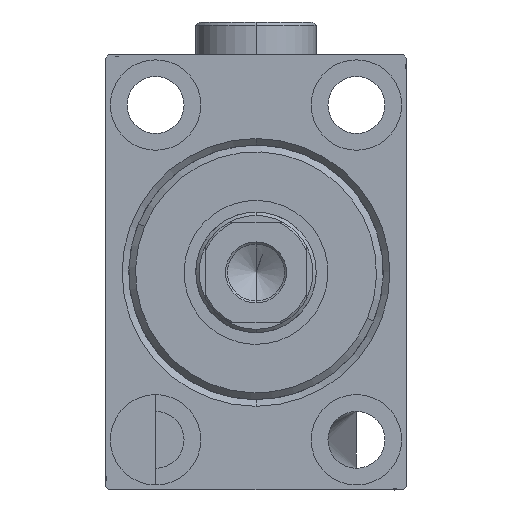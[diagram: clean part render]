
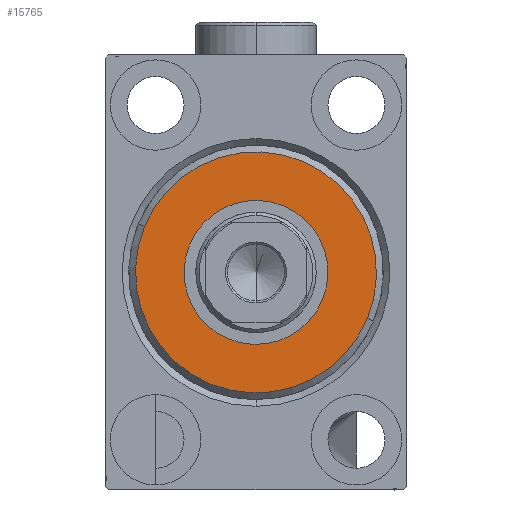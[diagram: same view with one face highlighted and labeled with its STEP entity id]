
A CAD part, left-side view. The second image highlights one B-rep face of the part: STEP entity #15765.
In plain terms, the highlighted face is planar.
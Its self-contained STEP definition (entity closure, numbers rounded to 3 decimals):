
#92 = AXIS2_PLACEMENT_3D ( 'NONE', #20344, #2728, #34282 ) ;
#292 = AXIS2_PLACEMENT_3D ( 'NONE', #40628, #29898, #40165 ) ;
#314 = ORIENTED_EDGE ( 'NONE', *, *, #32540, .T. ) ;
#474 = CARTESIAN_POINT ( 'NONE',  ( 3., 0., -10.75 ) ) ;
#1544 = AXIS2_PLACEMENT_3D ( 'NONE', #37604, #23446, #24342 ) ;
#1721 = CIRCLE ( 'NONE', #26530, 10.75 ) ;
#2166 = VERTEX_POINT ( 'NONE', #14671 ) ;
#2728 = DIRECTION ( 'NONE',  ( -1., 0., 0. ) ) ;
#10769 = CARTESIAN_POINT ( 'NONE',  ( 3., 0., 0. ) ) ;
#13368 = FACE_BOUND ( 'NONE', #29817, .T. ) ;
#14488 = EDGE_CURVE ( 'NONE', #25322, #28165, #24225, .T. ) ;
#14671 = CARTESIAN_POINT ( 'NONE',  ( 3., 0., 18. ) ) ;
#15138 = CARTESIAN_POINT ( 'NONE',  ( 3., 0., 0. ) ) ;
#15765 = ADVANCED_FACE ( 'NONE', ( #45141, #13368 ), #38267, .T. ) ;
#16899 = VERTEX_POINT ( 'NONE', #42612 ) ;
#17707 = ORIENTED_EDGE ( 'NONE', *, *, #24913, .T. ) ;
#19839 = ORIENTED_EDGE ( 'NONE', *, *, #33899, .T. ) ;
#20016 = CIRCLE ( 'NONE', #292, 18. ) ;
#20344 = CARTESIAN_POINT ( 'NONE',  ( 3., 0., 0. ) ) ;
#21736 = DIRECTION ( 'NONE',  ( 0., 0., -1. ) ) ;
#21960 = DIRECTION ( 'NONE',  ( -1., 0., 0. ) ) ;
#23446 = DIRECTION ( 'NONE',  ( 1., 0., 0. ) ) ;
#23778 = AXIS2_PLACEMENT_3D ( 'NONE', #15138, #39147, #31853 ) ;
#23984 = CARTESIAN_POINT ( 'NONE',  ( 3., 0., 10.75 ) ) ;
#24225 = CIRCLE ( 'NONE', #92, 10.75 ) ;
#24342 = DIRECTION ( 'NONE',  ( 0., 0., -1. ) ) ;
#24913 = EDGE_CURVE ( 'NONE', #2166, #16899, #38325, .T. ) ;
#25183 = ORIENTED_EDGE ( 'NONE', *, *, #14488, .T. ) ;
#25322 = VERTEX_POINT ( 'NONE', #474 ) ;
#25599 = EDGE_LOOP ( 'NONE', ( #17707, #19839 ) ) ;
#26530 = AXIS2_PLACEMENT_3D ( 'NONE', #10769, #21960, #21736 ) ;
#28165 = VERTEX_POINT ( 'NONE', #23984 ) ;
#29817 = EDGE_LOOP ( 'NONE', ( #314, #25183 ) ) ;
#29898 = DIRECTION ( 'NONE',  ( 1., 0., 0. ) ) ;
#31853 = DIRECTION ( 'NONE',  ( 0., 0., -1. ) ) ;
#32540 = EDGE_CURVE ( 'NONE', #28165, #25322, #1721, .T. ) ;
#33899 = EDGE_CURVE ( 'NONE', #16899, #2166, #20016, .T. ) ;
#34282 = DIRECTION ( 'NONE',  ( 0., 0., -1. ) ) ;
#37604 = CARTESIAN_POINT ( 'NONE',  ( 3., 0., 0. ) ) ;
#38267 = PLANE ( 'NONE',  #1544 ) ;
#38325 = CIRCLE ( 'NONE', #23778, 18. ) ;
#39147 = DIRECTION ( 'NONE',  ( 1., 0., 0. ) ) ;
#40165 = DIRECTION ( 'NONE',  ( 0., 0., -1. ) ) ;
#40628 = CARTESIAN_POINT ( 'NONE',  ( 3., 0., 0. ) ) ;
#42612 = CARTESIAN_POINT ( 'NONE',  ( 3., 0., -18. ) ) ;
#45141 = FACE_OUTER_BOUND ( 'NONE', #25599, .T. ) ;
